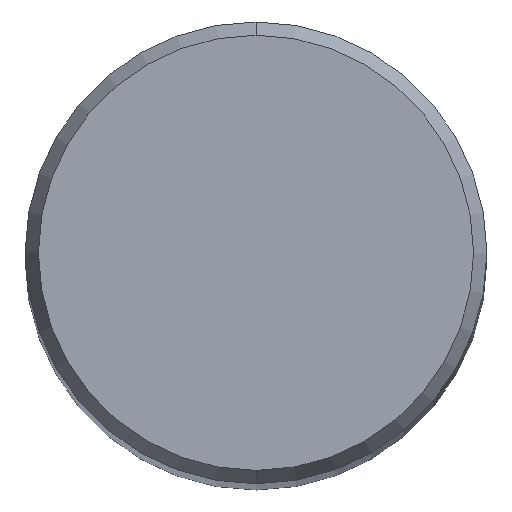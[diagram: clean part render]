
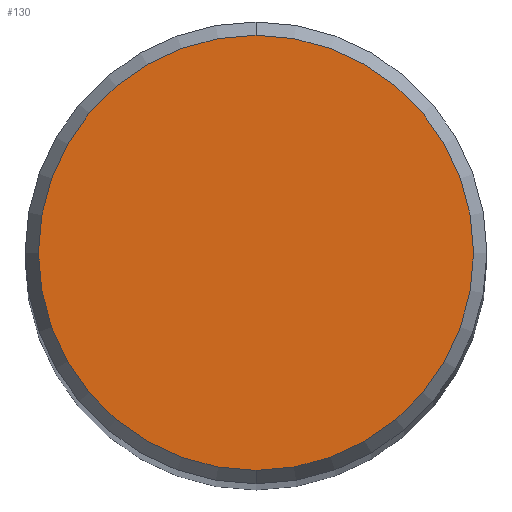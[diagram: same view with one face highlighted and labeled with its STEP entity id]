
A CAD part, top view. The second image highlights one B-rep face of the part: STEP entity #130.
In plain terms, the highlighted planar face has unit normal (0, 0, 1).
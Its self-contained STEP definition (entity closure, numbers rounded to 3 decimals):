
#82=EDGE_CURVE('',#122,#110,#190,.T.);
#110=VERTEX_POINT('',#223);
#122=VERTEX_POINT('',#236);
#130=ADVANCED_FACE('',(#244),#245,.T.);
#138=EDGE_CURVE('',#110,#122,#254,.T.);
#190=CIRCLE('',#299,3.746);
#223=CARTESIAN_POINT('',(0.0,3.746,0.0));
#236=CARTESIAN_POINT('',(0.,-3.746,0.0));
#244=FACE_OUTER_BOUND('',#367,.T.);
#245=PLANE('',#368);
#254=CIRCLE('',#379,3.746);
#299=AXIS2_PLACEMENT_3D('',#443,#444,#445);
#367=EDGE_LOOP('',(#512,#513));
#368=AXIS2_PLACEMENT_3D('',#514,#515,#516);
#379=AXIS2_PLACEMENT_3D('',#527,#528,#529);
#443=CARTESIAN_POINT('',(0.0,0.0,0.0));
#444=DIRECTION('',(0.0,0.0,-1.0));
#445=DIRECTION('',(0.0,1.0,0.0));
#512=ORIENTED_EDGE('',*,*,#138,.F.);
#513=ORIENTED_EDGE('',*,*,#82,.F.);
#514=CARTESIAN_POINT('',(0.0,1.873,0.0));
#515=DIRECTION('',(-0.0,0.0,1.0));
#516=DIRECTION('',(0.0,-1.0,0.0));
#527=CARTESIAN_POINT('',(0.0,0.0,0.0));
#528=DIRECTION('',(0.0,0.0,-1.0));
#529=DIRECTION('',(0.0,1.0,0.0));
